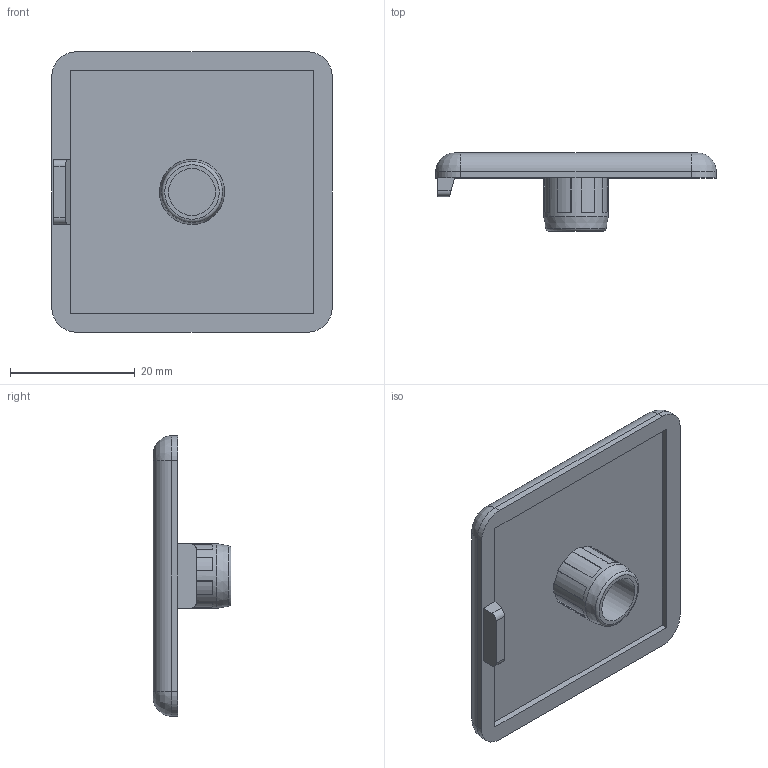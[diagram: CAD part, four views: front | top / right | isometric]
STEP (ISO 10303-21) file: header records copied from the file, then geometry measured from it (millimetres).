
FILE_DESCRIPTION(('FreeCAD Model'),'2;1');
FILE_NAME('Open CASCADE Shape Model','2024-03-19T16:32:16',(''),(''), 'Open CASCADE STEP processor 7.6','FreeCAD','Unknown');
FILE_SCHEMA(('AUTOMOTIVE_DESIGN { 1 0 10303 214 1 1 1 1 }'));
Length unit declared in the file: millimetre
Products named in the file (1): STB10-CG4545
Bounding box: 45 x 12.5 x 45 mm (x, y, z)
Volume: 6621.3 mm3; surface area: 5247 mm2
Topology: 1 solids, 1 shells, 68 faces, 177 edges, 114 vertices
Faces by surface type: plane 42, cylinder 20, revolution 4, torus 1, cone 1
Full cylindrical faces by diameter (mm): 7.5 x1, 10.4 x1
Entity records: 4532 total; most frequent: CARTESIAN_POINT 879, DIRECTION 711, LINE 415, VECTOR 415, ORIENTED_EDGE 354, PCURVE 354, DEFINITIONAL_REPRESENTATION 354, EDGE_CURVE 177
